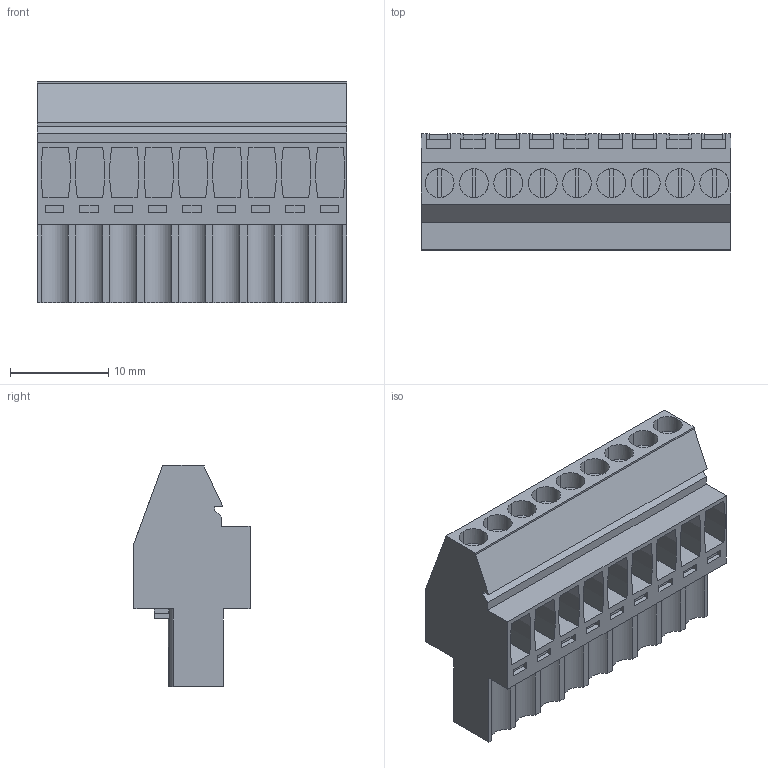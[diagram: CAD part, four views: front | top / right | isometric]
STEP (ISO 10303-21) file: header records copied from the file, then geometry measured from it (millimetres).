
FILE_DESCRIPTION(('CATIA V5 STEP Exchange','CAx-IF Rec.Pracs.--- Model Styling and Organization---1.2---2011-12-15'),'2;1');
FILE_NAME ('D1454090_0_1639540000_1639540000.stp','2017-04-20T07:31:26+00:00',('none'),('Weidmueller'),'CATIA Version 5-6 Release 2014','CATIA V5 STEP AP214','none');
FILE_SCHEMA(('AUTOMOTIVE_DESIGN { 1 0 10303 214 1 1 1 1 }'));
Length unit declared in the file: millimetre
Products named in the file (1): 1639540000
Bounding box: 31.5 x 11.83 x 22.6 mm (x, y, z)
Volume: 4786 mm3; surface area: 3913.9 mm2
Topology: 10 solids, 10 shells, 522 faces, 1438 edges, 972 vertices
Faces by surface type: plane 450, cylinder 72
Entity records: 15383 total; most frequent: ORIENTED_EDGE 2876, CARTESIAN_POINT 2839, DIRECTION 2060, EDGE_CURVE 1438, VECTOR 1204, LINE 1204, VERTEX_POINT 972, EDGE_LOOP 558
